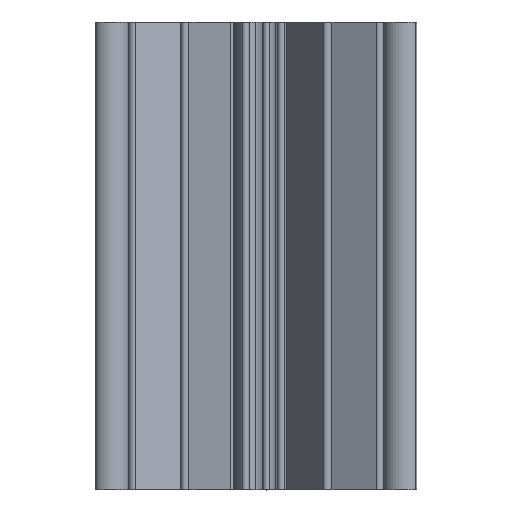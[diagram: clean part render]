
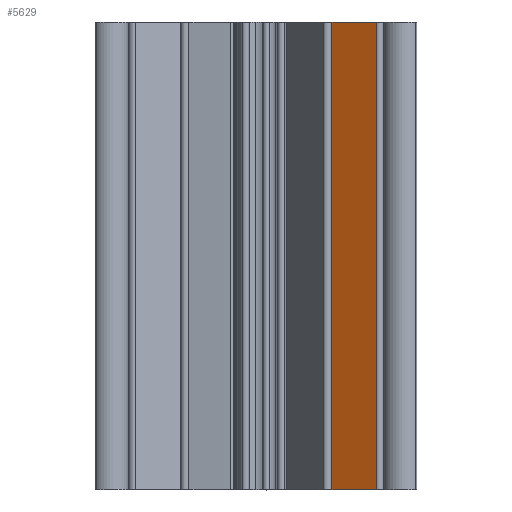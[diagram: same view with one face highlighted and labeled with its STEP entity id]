
A CAD part, top view. The second image highlights one B-rep face of the part: STEP entity #5629.
In plain terms, the highlighted planar face has unit normal (-0.5, 0, 0.866).
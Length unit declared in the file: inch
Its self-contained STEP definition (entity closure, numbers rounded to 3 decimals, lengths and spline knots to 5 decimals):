
#45 = CARTESIAN_POINT ( 'NONE',  ( 0.24304, 0., 0.15928 ) ) ;
#213 = LINE ( 'NONE', #45, #2485 ) ;
#555 = DIRECTION ( 'NONE',  ( 0.5, 0., -0.866 ) ) ;
#655 = EDGE_CURVE ( 'NONE', #5329, #4265, #2252, .T. ) ;
#735 = EDGE_CURVE ( 'NONE', #3936, #3228, #2921, .T. ) ;
#951 = CARTESIAN_POINT ( 'NONE',  ( 0.24304, 0., 0.15928 ) ) ;
#1073 = CARTESIAN_POINT ( 'NONE',  ( 0.24304, 2., 0.15928 ) ) ;
#1563 = LINE ( 'NONE', #2289, #3459 ) ;
#2015 = CARTESIAN_POINT ( 'NONE',  ( 0.55041, 2., 0.33674 ) ) ;
#2252 = LINE ( 'NONE', #1073, #6121 ) ;
#2289 = CARTESIAN_POINT ( 'NONE',  ( 0.24304, 2., 0.15928 ) ) ;
#2461 = CARTESIAN_POINT ( 'NONE',  ( 0.24304, 2., 0.15928 ) ) ;
#2485 = VECTOR ( 'NONE', #3935, 39.37008 ) ;
#2787 = FACE_OUTER_BOUND ( 'NONE', #5737, .T. ) ;
#2921 = LINE ( 'NONE', #2015, #5505 ) ;
#2964 = ORIENTED_EDGE ( 'NONE', *, *, #5368, .F. ) ;
#3031 = CARTESIAN_POINT ( 'NONE',  ( 0.55041, 2., 0.33674 ) ) ;
#3136 = ORIENTED_EDGE ( 'NONE', *, *, #735, .F. ) ;
#3228 = VERTEX_POINT ( 'NONE', #4648 ) ;
#3459 = VECTOR ( 'NONE', #5685, 39.37008 ) ;
#3494 = DIRECTION ( 'NONE',  ( 0., -1., 0. ) ) ;
#3679 = CARTESIAN_POINT ( 'NONE',  ( 0.24304, 2., 0.15928 ) ) ;
#3935 = DIRECTION ( 'NONE',  ( 0.866, 0., 0.5 ) ) ;
#3936 = VERTEX_POINT ( 'NONE', #3031 ) ;
#3943 = DIRECTION ( 'NONE',  ( -0.866, 0., -0.5 ) ) ;
#4265 = VERTEX_POINT ( 'NONE', #951 ) ;
#4375 = EDGE_CURVE ( 'NONE', #4265, #3228, #213, .T. ) ;
#4648 = CARTESIAN_POINT ( 'NONE',  ( 0.55041, 0., 0.33674 ) ) ;
#5329 = VERTEX_POINT ( 'NONE', #3679 ) ;
#5368 = EDGE_CURVE ( 'NONE', #5329, #3936, #1563, .T. ) ;
#5417 = ORIENTED_EDGE ( 'NONE', *, *, #655, .T. ) ;
#5492 = DIRECTION ( 'NONE',  ( 0., -1., 0. ) ) ;
#5505 = VECTOR ( 'NONE', #5492, 39.37008 ) ;
#5587 = AXIS2_PLACEMENT_3D ( 'NONE', #2461, #555, #3943 ) ;
#5629 = ADVANCED_FACE ( 'NONE', ( #2787 ), #5873, .F. ) ;
#5685 = DIRECTION ( 'NONE',  ( 0.866, 0., 0.5 ) ) ;
#5737 = EDGE_LOOP ( 'NONE', ( #6149, #3136, #2964, #5417 ) ) ;
#5873 = PLANE ( 'NONE',  #5587 ) ;
#6121 = VECTOR ( 'NONE', #3494, 39.37008 ) ;
#6149 = ORIENTED_EDGE ( 'NONE', *, *, #4375, .T. ) ;
